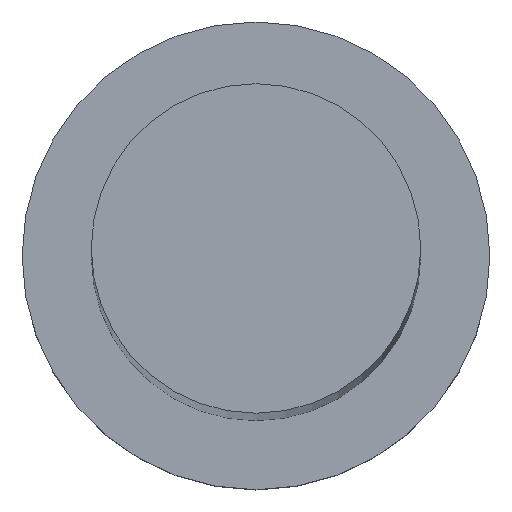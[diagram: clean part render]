
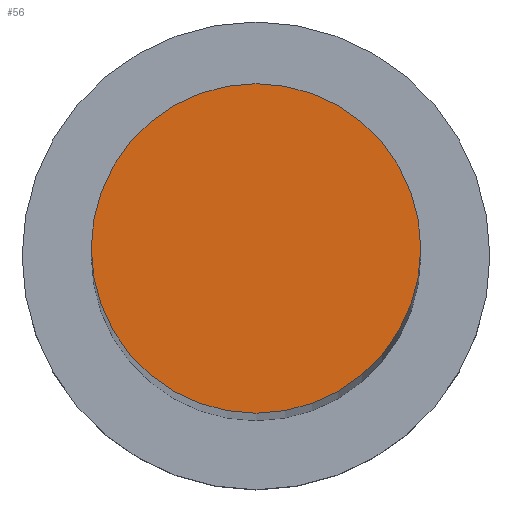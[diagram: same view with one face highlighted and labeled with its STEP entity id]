
A CAD part, top view. The second image highlights one B-rep face of the part: STEP entity #56.
In plain terms, the highlighted planar face has unit normal (0, 0, 1).
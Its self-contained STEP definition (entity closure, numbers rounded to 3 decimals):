
#8 = DIRECTION ( 'NONE',  ( 0., 0., 1. ) ) ;
#14 = DIRECTION ( 'NONE',  ( 0., 0., 1. ) ) ;
#36 = CARTESIAN_POINT ( 'NONE',  ( 0., 0., 207. ) ) ;
#56 = ADVANCED_FACE ( 'NONE', ( #178 ), #148, .T. ) ;
#68 = VERTEX_POINT ( 'NONE', #182 ) ;
#70 = EDGE_LOOP ( 'NONE', ( #114, #145 ) ) ;
#86 = DIRECTION ( 'NONE',  ( 1., 0., 0. ) ) ;
#105 = DIRECTION ( 'NONE',  ( 0., 0., 1. ) ) ;
#114 = ORIENTED_EDGE ( 'NONE', *, *, #244, .T. ) ;
#120 = CIRCLE ( 'NONE', #176, 7.75 ) ;
#123 = VERTEX_POINT ( 'NONE', #149 ) ;
#129 = EDGE_CURVE ( 'NONE', #68, #123, #120, .T. ) ;
#145 = ORIENTED_EDGE ( 'NONE', *, *, #129, .T. ) ;
#146 = AXIS2_PLACEMENT_3D ( 'NONE', #36, #105, #187 ) ;
#148 = PLANE ( 'NONE',  #215 ) ;
#149 = CARTESIAN_POINT ( 'NONE',  ( -7.75, 0., 207. ) ) ;
#176 = AXIS2_PLACEMENT_3D ( 'NONE', #184, #14, #86 ) ;
#178 = FACE_OUTER_BOUND ( 'NONE', #70, .T. ) ;
#182 = CARTESIAN_POINT ( 'NONE',  ( 7.75, 0., 207. ) ) ;
#184 = CARTESIAN_POINT ( 'NONE',  ( 0., 0., 207. ) ) ;
#187 = DIRECTION ( 'NONE',  ( 1., 0., 0. ) ) ;
#206 = CARTESIAN_POINT ( 'NONE',  ( 0., 0., 207. ) ) ;
#215 = AXIS2_PLACEMENT_3D ( 'NONE', #206, #8, #243 ) ;
#234 = CIRCLE ( 'NONE', #146, 7.75 ) ;
#243 = DIRECTION ( 'NONE',  ( 1., 0., 0. ) ) ;
#244 = EDGE_CURVE ( 'NONE', #123, #68, #234, .T. ) ;
